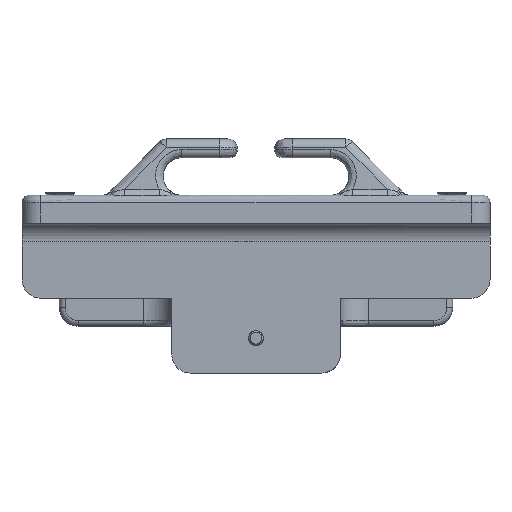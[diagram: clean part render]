
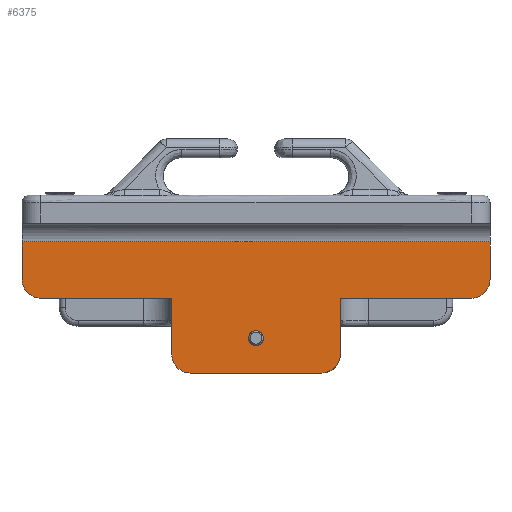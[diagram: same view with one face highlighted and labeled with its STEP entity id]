
A CAD part, left-side view. The second image highlights one B-rep face of the part: STEP entity #6375.
In plain terms, the highlighted free-form (B-spline) face has degree [1, 1] with [2, 2] control points.
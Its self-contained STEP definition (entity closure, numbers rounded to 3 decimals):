
#438 = VERTEX_POINT('',#439);
#439 = CARTESIAN_POINT('',(59.248,-5.925,
    -31.63));
#444 = EDGE_CURVE('',#438,#438,#445,.T.);
#445 = ( BOUNDED_CURVE() B_SPLINE_CURVE(2,(#446,#447,#448,#449,#450,#451
,#452),.UNSPECIFIED.,.T.,.F.) B_SPLINE_CURVE_WITH_KNOTS((3,2,2,3),(
    3.142,5.236,7.33,9.425),
.PIECEWISE_BEZIER_KNOTS.) CURVE() GEOMETRIC_REPRESENTATION_ITEM() 
RATIONAL_B_SPLINE_CURVE((1.,0.5,1.,0.5,1.,0.5,1.)) REPRESENTATION_ITEM(
  '') );
#446 = CARTESIAN_POINT('',(59.248,-5.925,
    -31.63));
#447 = CARTESIAN_POINT('',(59.248,-5.925,
    -41.893));
#448 = CARTESIAN_POINT('',(59.248,2.962,
    -36.761));
#449 = CARTESIAN_POINT('',(59.248,11.85,
    -31.63));
#450 = CARTESIAN_POINT('',(59.248,2.962,
    -26.499));
#451 = CARTESIAN_POINT('',(59.248,-5.925,
    -21.368));
#452 = CARTESIAN_POINT('',(59.248,-5.925,
    -31.63));
#4246 = VERTEX_POINT('',#4247);
#4247 = CARTESIAN_POINT('',(59.248,66.654,
    -44.436));
#4252 = EDGE_CURVE('',#4246,#4253,#4255,.T.);
#4253 = VERTEX_POINT('',#4254);
#4254 = CARTESIAN_POINT('',(59.248,66.654,0.));
#4255 = B_SPLINE_CURVE_WITH_KNOTS('',1,(#4256,#4257),.UNSPECIFIED.,.F.,
  .F.,(2,2),(-30.,0.),.PIECEWISE_BEZIER_KNOTS.);
#4256 = CARTESIAN_POINT('',(59.248,66.654,
    -44.436));
#4257 = CARTESIAN_POINT('',(59.248,66.654,0.));
#5572 = EDGE_CURVE('',#5573,#5575,#5577,.T.);
#5573 = VERTEX_POINT('',#5574);
#5574 = CARTESIAN_POINT('',(59.248,-66.654,
    -44.436));
#5575 = VERTEX_POINT('',#5576);
#5576 = CARTESIAN_POINT('',(59.248,-51.842,
    -59.248));
#5577 = ( BOUNDED_CURVE() B_SPLINE_CURVE(2,(#5578,#5579,#5580),
.UNSPECIFIED.,.F.,.F.) B_SPLINE_CURVE_WITH_KNOTS((3,3),(5.498,
7.069),.PIECEWISE_BEZIER_KNOTS.) CURVE() 
GEOMETRIC_REPRESENTATION_ITEM() RATIONAL_B_SPLINE_CURVE((1.,
0.707,1.)) REPRESENTATION_ITEM('') );
#5578 = CARTESIAN_POINT('',(59.248,-66.654,
    -44.436));
#5579 = CARTESIAN_POINT('',(59.248,-66.654,
    -59.248));
#5580 = CARTESIAN_POINT('',(59.248,-51.842,
    -59.248));
#5693 = EDGE_CURVE('',#5694,#4246,#5696,.T.);
#5694 = VERTEX_POINT('',#5695);
#5695 = CARTESIAN_POINT('',(59.248,51.842,
    -59.248));
#5696 = ( BOUNDED_CURVE() B_SPLINE_CURVE(2,(#5697,#5698,#5699),
.UNSPECIFIED.,.F.,.F.) B_SPLINE_CURVE_WITH_KNOTS((3,3),(5.498,
7.069),.PIECEWISE_BEZIER_KNOTS.) CURVE() 
GEOMETRIC_REPRESENTATION_ITEM() RATIONAL_B_SPLINE_CURVE((1.,
0.707,1.)) REPRESENTATION_ITEM('') );
#5697 = CARTESIAN_POINT('',(59.248,51.842,
    -59.248));
#5698 = CARTESIAN_POINT('',(59.248,66.654,
    -59.248));
#5699 = CARTESIAN_POINT('',(59.248,66.654,
    -44.436));
#5723 = EDGE_CURVE('',#5575,#5694,#5724,.T.);
#5724 = B_SPLINE_CURVE_WITH_KNOTS('',1,(#5725,#5726),.UNSPECIFIED.,.F.,
  .F.,(2,2),(-35.,35.),.PIECEWISE_BEZIER_KNOTS.);
#5725 = CARTESIAN_POINT('',(59.248,-51.842,
    -59.248));
#5726 = CARTESIAN_POINT('',(59.248,51.842,
    -59.248));
#5760 = VERTEX_POINT('',#5761);
#5761 = CARTESIAN_POINT('',(59.248,-66.654,0.));
#5766 = EDGE_CURVE('',#5760,#5573,#5767,.T.);
#5767 = B_SPLINE_CURVE_WITH_KNOTS('',1,(#5768,#5769),.UNSPECIFIED.,.F.,
  .F.,(2,2),(0.,30.),.PIECEWISE_BEZIER_KNOTS.);
#5768 = CARTESIAN_POINT('',(59.248,-66.654,0.));
#5769 = CARTESIAN_POINT('',(59.248,-66.654,
    -44.436));
#6196 = VERTEX_POINT('',#6197);
#6197 = CARTESIAN_POINT('',(59.248,-170.338,0.));
#6202 = EDGE_CURVE('',#6196,#5760,#6203,.T.);
#6203 = B_SPLINE_CURVE_WITH_KNOTS('',1,(#6204,#6205),.UNSPECIFIED.,.F.,
  .F.,(2,2),(-115.,-45.),.PIECEWISE_BEZIER_KNOTS.);
#6204 = CARTESIAN_POINT('',(59.248,-170.338,0.));
#6205 = CARTESIAN_POINT('',(59.248,-66.654,0.));
#6216 = EDGE_CURVE('',#4253,#6217,#6219,.T.);
#6217 = VERTEX_POINT('',#6218);
#6218 = CARTESIAN_POINT('',(59.248,170.338,0.));
#6219 = B_SPLINE_CURVE_WITH_KNOTS('',1,(#6220,#6221),.UNSPECIFIED.,.F.,
  .F.,(2,2),(45.,115.),.PIECEWISE_BEZIER_KNOTS.);
#6220 = CARTESIAN_POINT('',(59.248,66.654,0.));
#6221 = CARTESIAN_POINT('',(59.248,170.338,0.));
#6277 = EDGE_CURVE('',#6217,#6278,#6280,.T.);
#6278 = VERTEX_POINT('',#6279);
#6279 = CARTESIAN_POINT('',(59.248,185.151,
    14.812));
#6280 = ( BOUNDED_CURVE() B_SPLINE_CURVE(2,(#6281,#6282,#6283),
.UNSPECIFIED.,.F.,.F.) B_SPLINE_CURVE_WITH_KNOTS((3,3),(5.498,
7.069),.PIECEWISE_BEZIER_KNOTS.) CURVE() 
GEOMETRIC_REPRESENTATION_ITEM() RATIONAL_B_SPLINE_CURVE((1.,
0.707,1.)) REPRESENTATION_ITEM('') );
#6281 = CARTESIAN_POINT('',(59.248,170.338,0.));
#6282 = CARTESIAN_POINT('',(59.248,185.151,
    0.));
#6283 = CARTESIAN_POINT('',(59.248,185.151,
    14.812));
#6328 = EDGE_CURVE('',#6278,#6329,#6331,.T.);
#6329 = VERTEX_POINT('',#6330);
#6330 = CARTESIAN_POINT('',(59.248,185.151,
    44.436));
#6331 = B_SPLINE_CURVE_WITH_KNOTS('',1,(#6332,#6333),.UNSPECIFIED.,.F.,
  .F.,(2,2),(-20.,0.),.PIECEWISE_BEZIER_KNOTS.);
#6332 = CARTESIAN_POINT('',(59.248,185.151,
    14.812));
#6333 = CARTESIAN_POINT('',(59.248,185.151,
    44.436));
#6375 = ADVANCED_FACE('',(#6376,#6407),#6410,.T.);
#6376 = FACE_BOUND('',#6377,.T.);
#6377 = EDGE_LOOP('',(#6378,#6379,#6380,#6381,#6382,#6383,#6391,#6398,
    #6403,#6404,#6405,#6406));
#6378 = ORIENTED_EDGE('',*,*,#5693,.F.);
#6379 = ORIENTED_EDGE('',*,*,#5723,.F.);
#6380 = ORIENTED_EDGE('',*,*,#5572,.F.);
#6381 = ORIENTED_EDGE('',*,*,#5766,.F.);
#6382 = ORIENTED_EDGE('',*,*,#6202,.F.);
#6383 = ORIENTED_EDGE('',*,*,#6384,.F.);
#6384 = EDGE_CURVE('',#6385,#6196,#6387,.T.);
#6385 = VERTEX_POINT('',#6386);
#6386 = CARTESIAN_POINT('',(59.248,-185.151,
    14.812));
#6387 = ( BOUNDED_CURVE() B_SPLINE_CURVE(2,(#6388,#6389,#6390),
.UNSPECIFIED.,.F.,.F.) B_SPLINE_CURVE_WITH_KNOTS((3,3),(5.498,
7.069),.PIECEWISE_BEZIER_KNOTS.) CURVE() 
GEOMETRIC_REPRESENTATION_ITEM() RATIONAL_B_SPLINE_CURVE((1.,
0.707,1.)) REPRESENTATION_ITEM('') );
#6388 = CARTESIAN_POINT('',(59.248,-185.151,
    14.812));
#6389 = CARTESIAN_POINT('',(59.248,-185.151,
    0.));
#6390 = CARTESIAN_POINT('',(59.248,-170.338,0.));
#6391 = ORIENTED_EDGE('',*,*,#6392,.F.);
#6392 = EDGE_CURVE('',#6393,#6385,#6395,.T.);
#6393 = VERTEX_POINT('',#6394);
#6394 = CARTESIAN_POINT('',(59.248,-185.151,
    44.436));
#6395 = B_SPLINE_CURVE_WITH_KNOTS('',1,(#6396,#6397),.UNSPECIFIED.,.F.,
  .F.,(2,2),(0.,20.),.PIECEWISE_BEZIER_KNOTS.);
#6396 = CARTESIAN_POINT('',(59.248,-185.151,
    44.436));
#6397 = CARTESIAN_POINT('',(59.248,-185.151,
    14.812));
#6398 = ORIENTED_EDGE('',*,*,#6399,.T.);
#6399 = EDGE_CURVE('',#6393,#6329,#6400,.T.);
#6400 = B_SPLINE_CURVE_WITH_KNOTS('',1,(#6401,#6402),.UNSPECIFIED.,.F.,
  .F.,(2,2),(-125.,125.),.PIECEWISE_BEZIER_KNOTS.);
#6401 = CARTESIAN_POINT('',(59.248,-185.151,
    44.436));
#6402 = CARTESIAN_POINT('',(59.248,185.151,
    44.436));
#6403 = ORIENTED_EDGE('',*,*,#6328,.F.);
#6404 = ORIENTED_EDGE('',*,*,#6277,.F.);
#6405 = ORIENTED_EDGE('',*,*,#6216,.F.);
#6406 = ORIENTED_EDGE('',*,*,#4252,.F.);
#6407 = FACE_BOUND('',#6408,.T.);
#6408 = EDGE_LOOP('',(#6409));
#6409 = ORIENTED_EDGE('',*,*,#444,.T.);
#6410 = B_SPLINE_SURFACE_WITH_KNOTS('',1,1,(
    (#6411,#6412)
    ,(#6413,#6414
    )),.UNSPECIFIED.,.F.,.F.,.F.,(2,2),(2,2),(-40.,30.),(-125.,125.),
  .PIECEWISE_BEZIER_KNOTS.);
#6411 = CARTESIAN_POINT('',(59.248,-185.151,
    -59.248));
#6412 = CARTESIAN_POINT('',(59.248,185.151,
    -59.248));
#6413 = CARTESIAN_POINT('',(59.248,-185.151,
    44.436));
#6414 = CARTESIAN_POINT('',(59.248,185.151,
    44.436));
